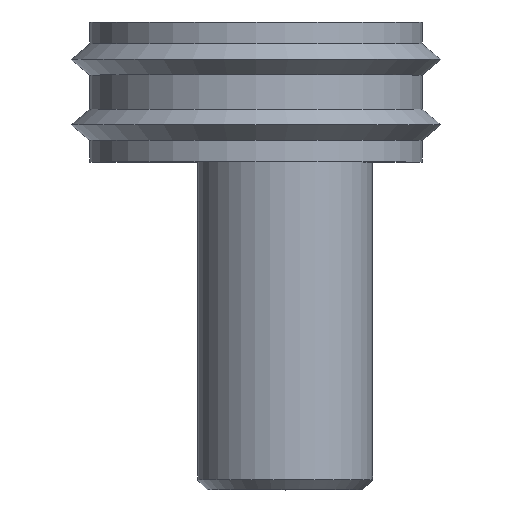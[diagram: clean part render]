
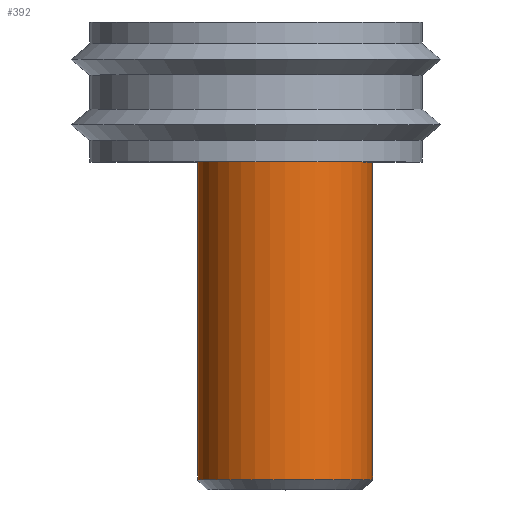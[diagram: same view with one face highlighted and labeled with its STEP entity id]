
A CAD part, top view. The second image highlights one B-rep face of the part: STEP entity #392.
In plain terms, the highlighted cylindrical face has radius 6 mm (diameter 12 mm), a partial arc.
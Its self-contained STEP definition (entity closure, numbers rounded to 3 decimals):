
#218=VERTEX_POINT('',#559);
#356=EDGE_CURVE('',#368,#218,#722,.T.);
#362=EDGE_CURVE('',#218,#382,#729,.T.);
#368=VERTEX_POINT('',#735);
#382=VERTEX_POINT('',#752);
#392=ADVANCED_FACE('',(#763),#764,.T.);
#448=EDGE_CURVE('',#368,#498,#826,.T.);
#480=EDGE_CURVE('',#382,#498,#861,.T.);
#498=VERTEX_POINT('',#879);
#559=CARTESIAN_POINT('',(-4.0,-21.823,0.));
#722=LINE('',#1152,#1153);
#729=CIRCLE('',#1161,6.0);
#735=CARTESIAN_POINT('',(-4.0,1.92,0.));
#752=CARTESIAN_POINT('',(8.0,-21.823,0.0));
#763=FACE_OUTER_BOUND('',#1201,.T.);
#764=CYLINDRICAL_SURFACE('',#1202,6.0);
#826=CIRCLE('',#1291,6.0);
#861=LINE('',#1334,#1335);
#879=CARTESIAN_POINT('',(8.0,1.92,0.0));
#1152=CARTESIAN_POINT('',(-4.0,-10.29,0.));
#1153=VECTOR('',#1638,1.0);
#1161=AXIS2_PLACEMENT_3D('',#1647,#1648,#1649);
#1201=EDGE_LOOP('',(#1690,#1691,#1692,#1693));
#1202=AXIS2_PLACEMENT_3D('',#1694,#1695,#1696);
#1291=AXIS2_PLACEMENT_3D('',#1768,#1769,#1770);
#1334=CARTESIAN_POINT('',(8.0,-10.29,0.));
#1335=VECTOR('',#1809,1.0);
#1638=DIRECTION('',(-0.0,-1.0,-0.0));
#1647=CARTESIAN_POINT('',(2.0,-21.823,0.0));
#1648=DIRECTION('',(0.,1.0,0.0));
#1649=DIRECTION('',(1.0,0.,0.0));
#1690=ORIENTED_EDGE('',*,*,#480,.T.);
#1691=ORIENTED_EDGE('',*,*,#448,.F.);
#1692=ORIENTED_EDGE('',*,*,#356,.T.);
#1693=ORIENTED_EDGE('',*,*,#362,.T.);
#1694=CARTESIAN_POINT('',(2.0,-10.29,0.0));
#1695=DIRECTION('',(0.0,-1.0,-0.0));
#1696=DIRECTION('',(1.0,0.0,0.0));
#1768=CARTESIAN_POINT('',(2.0,1.92,0.0));
#1769=DIRECTION('',(-0.0,1.0,0.0));
#1770=DIRECTION('',(1.0,0.0,0.0));
#1809=DIRECTION('',(0.0,1.0,0.0));
